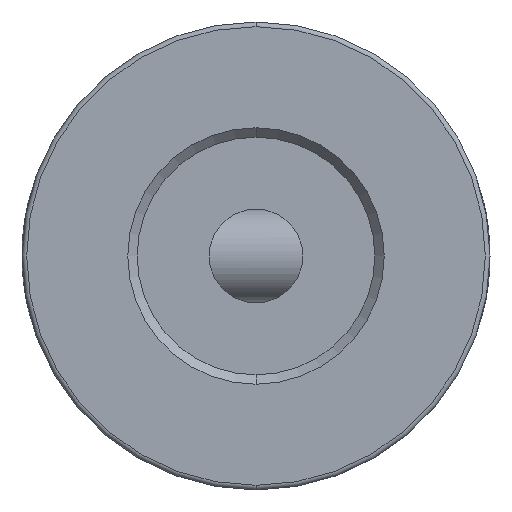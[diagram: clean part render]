
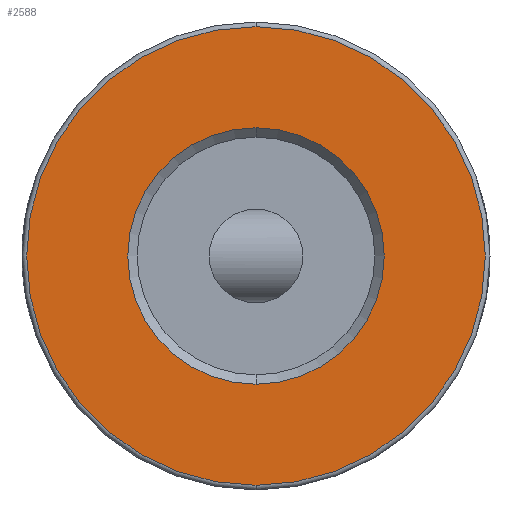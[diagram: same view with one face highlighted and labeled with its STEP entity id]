
A CAD part, front view. The second image highlights one B-rep face of the part: STEP entity #2588.
In plain terms, the highlighted planar face has unit normal (0, -1, 0).
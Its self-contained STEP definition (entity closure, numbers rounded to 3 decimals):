
#81 = DIRECTION ( 'NONE',  ( 0., 1., 0. ) ) ;
#154 = VERTEX_POINT ( 'NONE', #2944 ) ;
#283 = CARTESIAN_POINT ( 'NONE',  ( -22.505, -36.702, 50. ) ) ;
#340 = ORIENTED_EDGE ( 'NONE', *, *, #3274, .T. ) ;
#393 = CIRCLE ( 'NONE', #2350, 12.25 ) ;
#616 = CIRCLE ( 'NONE', #1229, 6.85 ) ;
#637 = DIRECTION ( 'NONE',  ( 0., 0., 1. ) ) ;
#702 = CARTESIAN_POINT ( 'NONE',  ( -22.505, -36.702, 50. ) ) ;
#759 = CARTESIAN_POINT ( 'NONE',  ( -22.505, -36.702, 37.75 ) ) ;
#778 = CIRCLE ( 'NONE', #950, 6.85 ) ;
#803 = DIRECTION ( 'NONE',  ( 0., 0., 1. ) ) ;
#860 = EDGE_LOOP ( 'NONE', ( #1904, #3283 ) ) ;
#910 = VERTEX_POINT ( 'NONE', #3409 ) ;
#950 = AXIS2_PLACEMENT_3D ( 'NONE', #702, #2009, #1762 ) ;
#1119 = AXIS2_PLACEMENT_3D ( 'NONE', #283, #3226, #1143 ) ;
#1143 = DIRECTION ( 'NONE',  ( 0., 0., 1. ) ) ;
#1176 = CARTESIAN_POINT ( 'NONE',  ( -22.505, -36.702, 50. ) ) ;
#1229 = AXIS2_PLACEMENT_3D ( 'NONE', #1176, #2843, #637 ) ;
#1262 = VERTEX_POINT ( 'NONE', #3273 ) ;
#1363 = FACE_BOUND ( 'NONE', #3334, .T. ) ;
#1762 = DIRECTION ( 'NONE',  ( 0., 0., 1. ) ) ;
#1862 = CARTESIAN_POINT ( 'NONE',  ( -22.505, -36.702, 50. ) ) ;
#1881 = DIRECTION ( 'NONE',  ( 0., 0., 1. ) ) ;
#1904 = ORIENTED_EDGE ( 'NONE', *, *, #2762, .T. ) ;
#2007 = VERTEX_POINT ( 'NONE', #759 ) ;
#2009 = DIRECTION ( 'NONE',  ( 0., 1., 0. ) ) ;
#2146 = FACE_OUTER_BOUND ( 'NONE', #860, .T. ) ;
#2350 = AXIS2_PLACEMENT_3D ( 'NONE', #2684, #3186, #1881 ) ;
#2523 = CIRCLE ( 'NONE', #1119, 12.25 ) ;
#2588 = ADVANCED_FACE ( 'NONE', ( #2146, #1363 ), #3207, .F. ) ;
#2630 = AXIS2_PLACEMENT_3D ( 'NONE', #1862, #81, #803 ) ;
#2684 = CARTESIAN_POINT ( 'NONE',  ( -22.505, -36.702, 50. ) ) ;
#2694 = EDGE_CURVE ( 'NONE', #2007, #910, #393, .T. ) ;
#2762 = EDGE_CURVE ( 'NONE', #910, #2007, #2523, .T. ) ;
#2843 = DIRECTION ( 'NONE',  ( 0., 1., 0. ) ) ;
#2944 = CARTESIAN_POINT ( 'NONE',  ( -22.505, -36.702, 56.85 ) ) ;
#3186 = DIRECTION ( 'NONE',  ( 0., -1., 0. ) ) ;
#3207 = PLANE ( 'NONE',  #2630 ) ;
#3226 = DIRECTION ( 'NONE',  ( 0., -1., 0. ) ) ;
#3273 = CARTESIAN_POINT ( 'NONE',  ( -22.505, -36.702, 43.15 ) ) ;
#3274 = EDGE_CURVE ( 'NONE', #154, #1262, #778, .T. ) ;
#3283 = ORIENTED_EDGE ( 'NONE', *, *, #2694, .T. ) ;
#3304 = EDGE_CURVE ( 'NONE', #1262, #154, #616, .T. ) ;
#3334 = EDGE_LOOP ( 'NONE', ( #3383, #340 ) ) ;
#3383 = ORIENTED_EDGE ( 'NONE', *, *, #3304, .T. ) ;
#3409 = CARTESIAN_POINT ( 'NONE',  ( -22.505, -36.702, 62.25 ) ) ;
